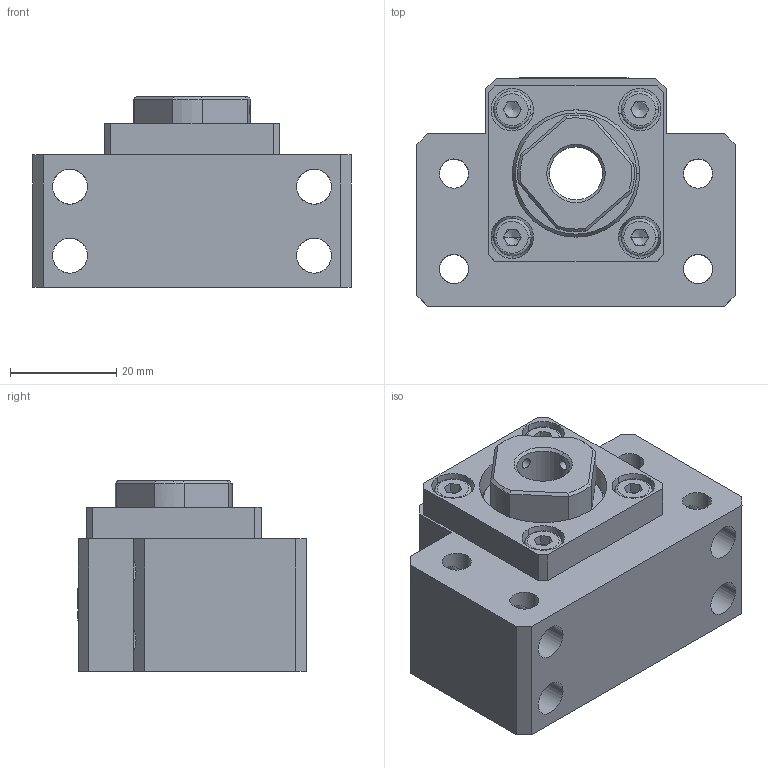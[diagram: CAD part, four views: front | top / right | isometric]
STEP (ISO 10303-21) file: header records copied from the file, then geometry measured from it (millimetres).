
FILE_DESCRIPTION (( 'STEP AP214' ), '1' );
FILE_NAME ('BK12.STEP', '2019-04-04T08:27:21', ( '' ), ( '' ), 'SwSTEP 2.0', 'SolidWorks 2015', '' );
FILE_SCHEMA (( 'AUTOMOTIVE_DESIGN' ));
Length unit declared in the file: millimetre
Products named in the file (1): BK12
Bounding box: 60 x 43.1 x 36 mm (x, y, z)
Surface area: 17043.1 mm2 (no closed solid volume)
Topology: 0 solids, 33 shells, 749 faces, 2081 edges, 1382 vertices
Faces by surface type: plane 610, cylinder 73, bspline 37, cone 29
Entity records: 28772 total; most frequent: CARTESIAN_POINT 8819, ORIENTED_EDGE 4065, DIRECTION 3472, EDGE_CURVE 2071, LINE 1722, VECTOR 1722, VERTEX_POINT 1382, AXIS2_PLACEMENT_3D 875
